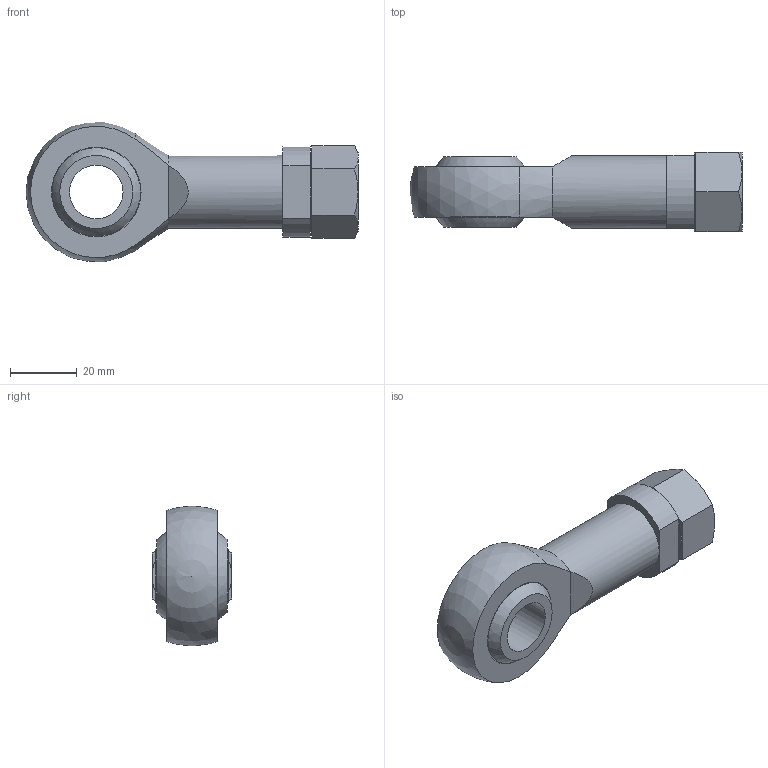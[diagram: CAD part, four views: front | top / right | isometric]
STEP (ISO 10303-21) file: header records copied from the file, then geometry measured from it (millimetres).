
FILE_DESCRIPTION(/* description */ ('STEP AP214'),/* implementation_level */ '2;1');
FILE_NAME(/* name */ '532698_SGS-5_8-18',/* time_stamp */ '2024-09-12T23:00:38+02:00',/* author */ ('License CC BY-ND 4.0'),/* organization */ ('CADENAS'),/* preprocessor_version */ 'ST-DEVELOPER v19.3',/* originating_system */ 'PARTsolutions',/* authorisation */ ' ');
FILE_SCHEMA (('AUTOMOTIVE_DESIGN {1 0 10303 214 3 1 1}'));
Length unit declared in the file: millimetre
Products named in the file (3): 532698 SGS-5/8-18---(0_0); 532698 SGS-5/8-18---(S_0_0); Hex Nuts 5/8 ANSI B18.2.2
Assembly tree (2 placements, depth 2):
  532698 SGS-5/8-18---(0_0)
    532698 SGS-5/8-18---(S_0_0)
    Hex Nuts 5/8 ANSI B18.2.2
Bounding box: 99.2 x 23.83 x 41.77 mm (x, y, z)
Volume: 34901.3 mm3; surface area: 12870.7 mm2
Topology: 2 solids, 2 shells, 53 faces, 133 edges, 86 vertices
Faces by surface type: plane 24, cylinder 12, cone 12, sphere 3, torus 2
Full cylindrical faces by diameter (mm): 14.348 x2, 16 x1, 21.816 x1
Entity records: 1578 total; most frequent: CARTESIAN_POINT 303, DIRECTION 256, ORIENTED_EDGE 228, EDGE_CURVE 114, AXIS2_PLACEMENT_3D 102, VERTEX_POINT 81, FACE_BOUND 73, EDGE_LOOP 72
